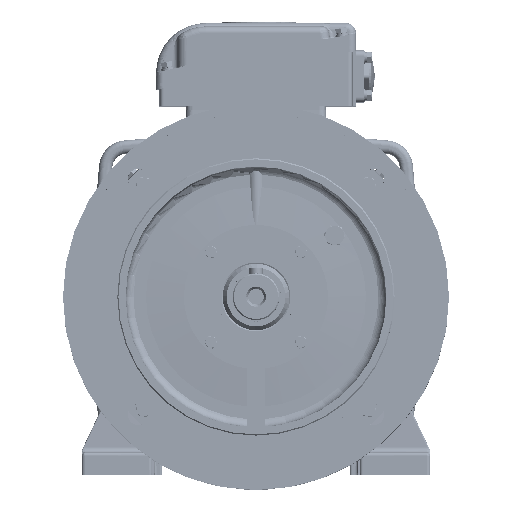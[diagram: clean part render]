
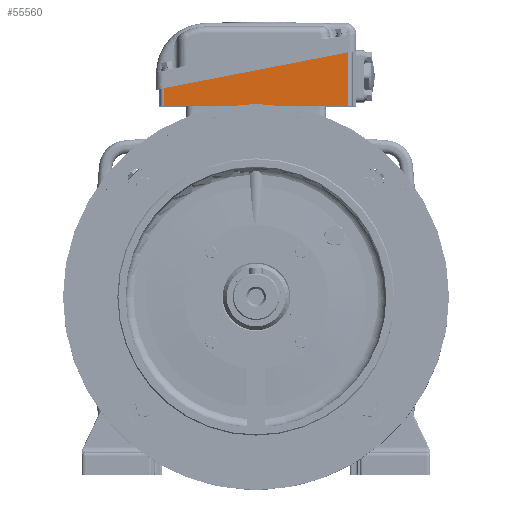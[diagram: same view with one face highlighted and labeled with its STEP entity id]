
A CAD part, top view. The second image highlights one B-rep face of the part: STEP entity #55560.
In plain terms, the highlighted planar face has unit normal (0, 0, 1).
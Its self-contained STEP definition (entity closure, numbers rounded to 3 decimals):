
#50175 = EDGE_LOOP ( 'NONE', ( #78964, #78965, #78963, #78967 ) ) ;
#55560 = ADVANCED_FACE ( 'NONE', ( #176543 ), #173372, .T. ) ;
#75413 = EDGE_CURVE ( 'NONE', #298188, #298192, #299451, .T. ) ;
#75604 = EDGE_CURVE ( 'NONE', #298320, #298318, #299813, .T. ) ;
#75628 = EDGE_CURVE ( 'NONE', #298318, #298192, #299859, .T. ) ;
#75632 = EDGE_CURVE ( 'NONE', #298188, #298320, #299865, .T. ) ;
#78963 = ORIENTED_EDGE ( 'NONE', *, *, #75604, .T. ) ;
#78964 = ORIENTED_EDGE ( 'NONE', *, *, #75413, .F. ) ;
#78965 = ORIENTED_EDGE ( 'NONE', *, *, #75632, .T. ) ;
#78967 = ORIENTED_EDGE ( 'NONE', *, *, #75628, .T. ) ;
#173372 = PLANE ( 'NONE',  #176560 ) ;
#173373 = CARTESIAN_POINT ( 'NONE',  ( 87., 519.124, 328. ) ) ;
#173374 = DIRECTION ( 'NONE',  ( 0., 0., 1. ) ) ;
#173375 = DIRECTION ( 'NONE',  ( -1., 0., 0. ) ) ;
#176543 = FACE_OUTER_BOUND ( 'NONE', #50175, .T. ) ;
#176560 = AXIS2_PLACEMENT_3D ( 'NONE', #173373, #173374, #173375 ) ;
#243444 = CARTESIAN_POINT ( 'NONE',  ( 83., 172., 328. ) ) ;
#243445 = CARTESIAN_POINT ( 'NONE',  ( -83., 172., 328. ) ) ;
#243529 = CARTESIAN_POINT ( 'NONE',  ( -83., 188.267, 328. ) ) ;
#243532 = CARTESIAN_POINT ( 'NONE',  ( 83., 220.545, 328. ) ) ;
#298188 = VERTEX_POINT ( 'NONE', #243444 ) ;
#298192 = VERTEX_POINT ( 'NONE', #243445 ) ;
#298318 = VERTEX_POINT ( 'NONE', #243529 ) ;
#298320 = VERTEX_POINT ( 'NONE', #243532 ) ;
#299451 = LINE ( 'NONE', #299453, #306868 ) ;
#299453 = CARTESIAN_POINT ( 'NONE',  ( 87., 172., 328. ) ) ;
#299455 = DIRECTION ( 'NONE',  ( -1., 0., 0. ) ) ;
#299813 = LINE ( 'NONE', #299815, #307138 ) ;
#299815 = CARTESIAN_POINT ( 'NONE',  ( 142.796, 232.172, 328. ) ) ;
#299817 = DIRECTION ( 'NONE',  ( -0.982, -0.191, 0. ) ) ;
#299859 = LINE ( 'NONE', #299861, #307190 ) ;
#299861 = CARTESIAN_POINT ( 'NONE',  ( -83., 519.124, 328. ) ) ;
#299863 = DIRECTION ( 'NONE',  ( 0., -1., 0. ) ) ;
#299865 = LINE ( 'NONE', #299867, #307197 ) ;
#299867 = CARTESIAN_POINT ( 'NONE',  ( 83., 519.124, 328. ) ) ;
#299869 = DIRECTION ( 'NONE',  ( 0., 1., 0. ) ) ;
#306868 = VECTOR ( 'NONE', #299455, 1000. ) ;
#307138 = VECTOR ( 'NONE', #299817, 1000. ) ;
#307190 = VECTOR ( 'NONE', #299863, 1000. ) ;
#307197 = VECTOR ( 'NONE', #299869, 1000. ) ;
